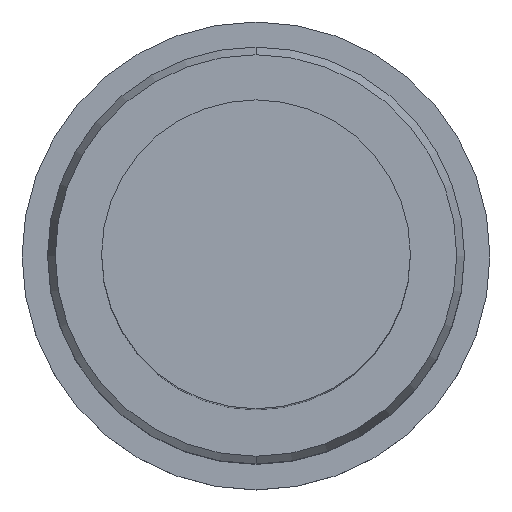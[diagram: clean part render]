
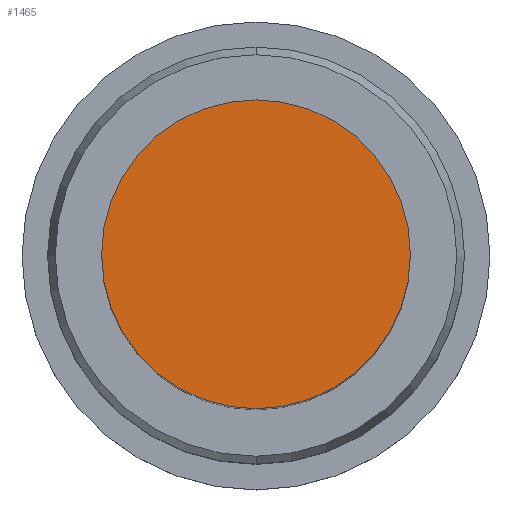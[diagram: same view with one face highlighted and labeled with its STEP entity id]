
A CAD part, top view. The second image highlights one B-rep face of the part: STEP entity #1465.
In plain terms, the highlighted planar face has unit normal (0, 0, 1).
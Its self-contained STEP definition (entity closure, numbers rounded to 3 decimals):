
#458=CARTESIAN_POINT('',(0.,0.,51.));
#459=DIRECTION('',(0.,0.,-1.));
#460=DIRECTION('',(0.,-1.,0.));
#461=AXIS2_PLACEMENT_3D('',#458,#459,#460);
#466=CARTESIAN_POINT('',(0.,0.,51.));
#467=DIRECTION('',(0.,0.,-1.));
#468=DIRECTION('',(0.,1.,0.));
#469=AXIS2_PLACEMENT_3D('',#466,#467,#468);
#1014=CARTESIAN_POINT('',(0.,10.,51.));
#1015=VERTEX_POINT('',#1014);
#1016=CARTESIAN_POINT('',(0.,-10.,51.));
#1017=VERTEX_POINT('',#1016);
#1456=CARTESIAN_POINT('',(0.,0.,51.));
#1457=DIRECTION('',(0.,0.,-1.));
#1458=DIRECTION('',(0.,-1.,0.));
#1459=AXIS2_PLACEMENT_3D('',#1456,#1457,#1458);
#1460=PLANE('',#1459);
#1461=ORIENTED_EDGE('',*,*,#1435,.T.);
#1462=ORIENTED_EDGE('',*,*,#1451,.T.);
#1463=EDGE_LOOP('',(#1461,#1462));
#1464=FACE_OUTER_BOUND('',#1463,.F.);
#462=CIRCLE('',#461,10.);
#470=CIRCLE('',#469,10.);
#1435=EDGE_CURVE('',#1017,#1015,#462,.T.);
#1451=EDGE_CURVE('',#1015,#1017,#470,.T.);
#1465=ADVANCED_FACE('',(#1464),#1460,.F.);
